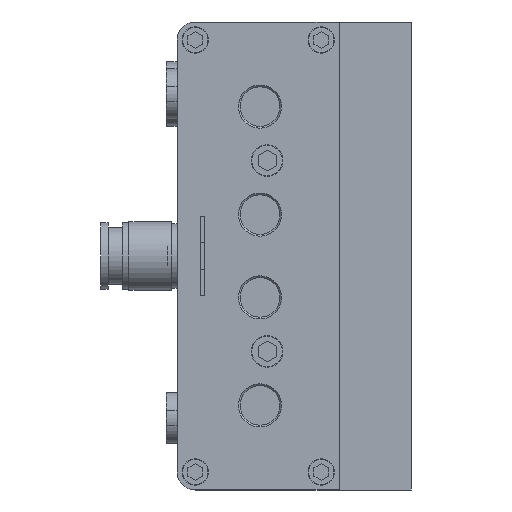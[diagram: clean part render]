
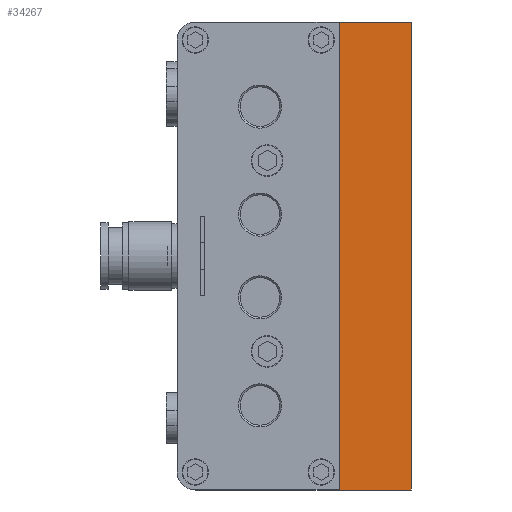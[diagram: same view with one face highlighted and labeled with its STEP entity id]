
A CAD part, left-side view. The second image highlights one B-rep face of the part: STEP entity #34267.
In plain terms, the highlighted planar face has unit normal (-1, 0, 0).
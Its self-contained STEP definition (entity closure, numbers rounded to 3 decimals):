
#1476 = CARTESIAN_POINT ( 'NONE',  ( -473., -20., -65. ) ) ;
#1616 = LINE ( 'NONE', #9176, #32461 ) ;
#2019 = DIRECTION ( 'NONE',  ( 0., 0., -1. ) ) ;
#4314 = LINE ( 'NONE', #5024, #33171 ) ;
#4724 = CARTESIAN_POINT ( 'NONE',  ( -473., -20., 65. ) ) ;
#5024 = CARTESIAN_POINT ( 'NONE',  ( -473., -20., 65. ) ) ;
#5348 = ORIENTED_EDGE ( 'NONE', *, *, #25584, .F. ) ;
#5383 = PLANE ( 'NONE',  #21388 ) ;
#7092 = VERTEX_POINT ( 'NONE', #27394 ) ;
#7721 = DIRECTION ( 'NONE',  ( 1., 0., 0. ) ) ;
#9176 = CARTESIAN_POINT ( 'NONE',  ( -473., 0., 65. ) ) ;
#9697 = DIRECTION ( 'NONE',  ( 0., 1., 0. ) ) ;
#10645 = EDGE_LOOP ( 'NONE', ( #32747, #24739, #5348, #11452 ) ) ;
#11452 = ORIENTED_EDGE ( 'NONE', *, *, #22745, .T. ) ;
#12457 = DIRECTION ( 'NONE',  ( 0., 1., 0. ) ) ;
#13257 = EDGE_CURVE ( 'NONE', #24764, #7092, #1616, .T. ) ;
#13355 = CARTESIAN_POINT ( 'NONE',  ( -473., 0., 65. ) ) ;
#15122 = DIRECTION ( 'NONE',  ( 0., 0., -1. ) ) ;
#16027 = CARTESIAN_POINT ( 'NONE',  ( -473., -20., 65. ) ) ;
#17245 = CARTESIAN_POINT ( 'NONE',  ( -473., -20., -65. ) ) ;
#18879 = CARTESIAN_POINT ( 'NONE',  ( -473., -20., 65. ) ) ;
#20491 = VERTEX_POINT ( 'NONE', #17245 ) ;
#21388 = AXIS2_PLACEMENT_3D ( 'NONE', #18879, #7721, #27275 ) ;
#22745 = EDGE_CURVE ( 'NONE', #29837, #24764, #4314, .T. ) ;
#24739 = ORIENTED_EDGE ( 'NONE', *, *, #33006, .F. ) ;
#24764 = VERTEX_POINT ( 'NONE', #13355 ) ;
#25584 = EDGE_CURVE ( 'NONE', #29837, #20491, #29663, .T. ) ;
#26070 = LINE ( 'NONE', #1476, #32243 ) ;
#27100 = FACE_OUTER_BOUND ( 'NONE', #10645, .T. ) ;
#27275 = DIRECTION ( 'NONE',  ( 0., 0., -1. ) ) ;
#27394 = CARTESIAN_POINT ( 'NONE',  ( -473., 0., -65. ) ) ;
#29663 = LINE ( 'NONE', #4724, #33253 ) ;
#29837 = VERTEX_POINT ( 'NONE', #16027 ) ;
#32243 = VECTOR ( 'NONE', #12457, 1000. ) ;
#32461 = VECTOR ( 'NONE', #15122, 1000. ) ;
#32747 = ORIENTED_EDGE ( 'NONE', *, *, #13257, .T. ) ;
#33006 = EDGE_CURVE ( 'NONE', #20491, #7092, #26070, .T. ) ;
#33171 = VECTOR ( 'NONE', #9697, 1000. ) ;
#33253 = VECTOR ( 'NONE', #2019, 1000. ) ;
#34267 = ADVANCED_FACE ( 'NONE', ( #27100 ), #5383, .F. ) ;
